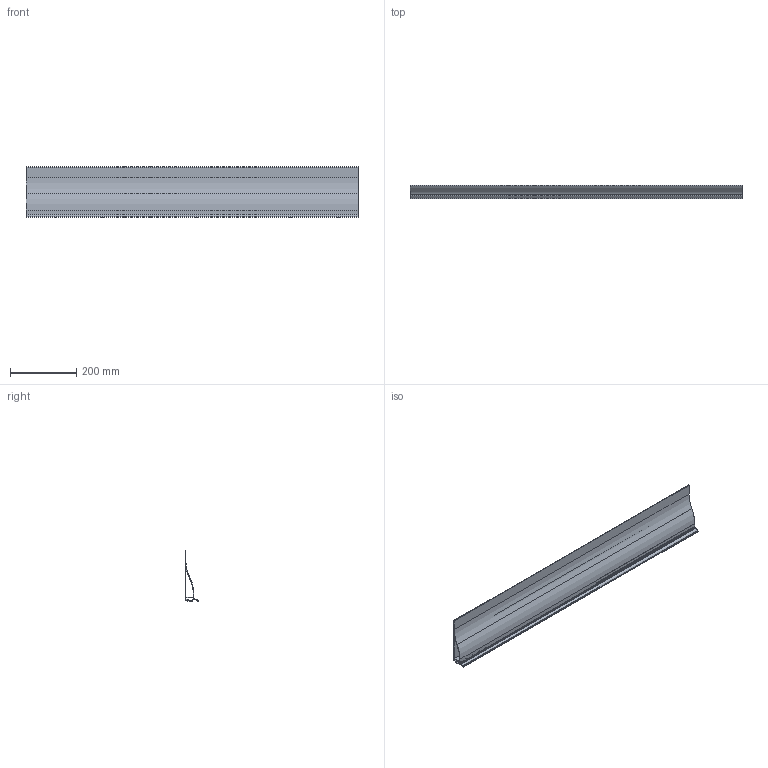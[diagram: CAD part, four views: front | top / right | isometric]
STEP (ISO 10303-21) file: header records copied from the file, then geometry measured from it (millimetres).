
FILE_DESCRIPTION (( 'STEP AP203' ), '1' );
FILE_NAME ('CORNISA M15.STEP', '2021-10-26T10:48:02', ( '' ), ( '' ), 'SwSTEP 2.0', 'SolidWorks 2021', '' );
FILE_SCHEMA (( 'CONFIG_CONTROL_DESIGN' ));
Length unit declared in the file: millimetre
Products named in the file (3): EA-367-01-02-F100107-ANCLAJE PARED_Predeterminado<Como mecanizada>; EA-367-01-04-F100107-ESTANTE EXTERIOR_Predeterminado<Como mecanizada>; CORNISA M15
Assembly tree (2 placements, depth 2):
  CORNISA M15
    EA-367-01-04-F100107-ESTANTE EXTERIOR_Predeterminado<Como mecanizada>
    EA-367-01-02-F100107-ANCLAJE PARED_Predeterminado<Como mecanizada>
Bounding box: 1000 x 40.4 x 152.2 mm (x, y, z)
Volume: 610031.2 mm3; surface area: 641972.6 mm2
Topology: 2 solids, 2 shells, 59 faces, 165 edges, 110 vertices
Faces by surface type: plane 33, cylinder 26
Entity records: 2248 total; most frequent: DIRECTION 345, CARTESIAN_POINT 339, ORIENTED_EDGE 330, EDGE_CURVE 165, AXIS2_PLACEMENT_3D 116, VECTOR 113, LINE 113, VERTEX_POINT 110
